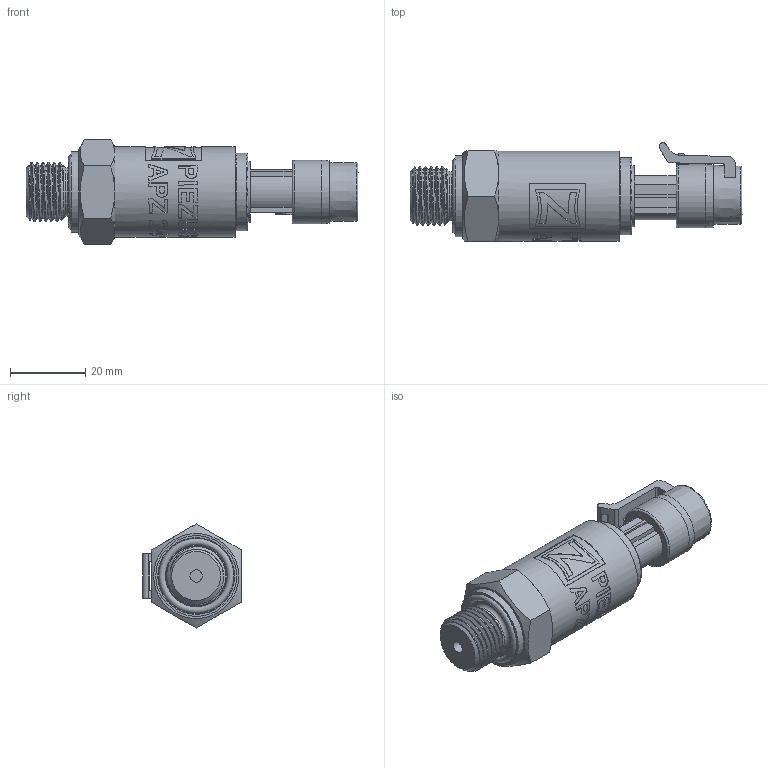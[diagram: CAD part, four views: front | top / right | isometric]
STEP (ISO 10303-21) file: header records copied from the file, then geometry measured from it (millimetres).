
FILE_DESCRIPTION(/* description */ (''),/* implementation_level */ '2;1');
FILE_NAME(/* name */ 'APZ2412_M16x1,5DIN_Packard.step',/* time_stamp */ '2021-06-11T16:52:38+03:00',/* author */ (''),/* organization */ (''),/* preprocessor_version */ 'ST-DEVELOPER v18.1',/* originating_system */ 'Autodesk Translation Framework v10.9.0.1377',/* authorisation */ '');
FILE_SCHEMA (('AUTOMOTIVE_DESIGN { 1 0 10303 214 3 1 1 }'));
Length unit declared in the file: millimetre
Products named in the file (4): APZ2412_M16x1,5DIN_Packard; M16x1,5 DIN; Packard male v12; Packard female v5
Assembly tree (3 placements, depth 2):
  APZ2412_M16x1,5DIN_Packard
    M16x1,5 DIN
    Packard male v12
    Packard female v5
Bounding box: 88.28 x 26.21 x 27.71 mm (x, y, z)
Volume: 27311.1 mm3; surface area: 13344.9 mm2
Topology: 10 solids, 10 shells, 482 faces, 1242 edges, 824 vertices
Faces by surface type: bspline 210, plane 160, cylinder 71, cone 27, torus 14
Full cylindrical faces by diameter (mm): 1.5 x3, 3.3 x1, 10.123 x1, 12 x1, 12.623 x2, 13 x1, 13.9 x1, 14.137 x5, 15.85 x4, 16.2 x1, 16.4 x1, 16.9 x1, 18 x2, 18.3 x1, 20 x3, 20.5 x1, 21.5 x1, 24 x1
Entity records: 21993 total; most frequent: CARTESIAN_POINT 11114, ORIENTED_EDGE 2484, DIRECTION 1724, EDGE_CURVE 1242, VERTEX_POINT 824, LINE 626, VECTOR 626, AXIS2_PLACEMENT_3D 549
